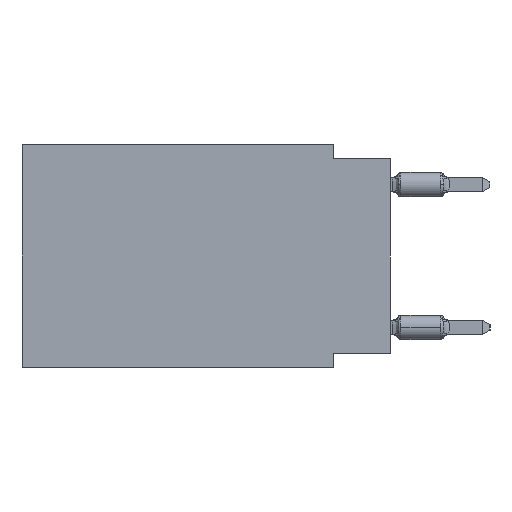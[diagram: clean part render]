
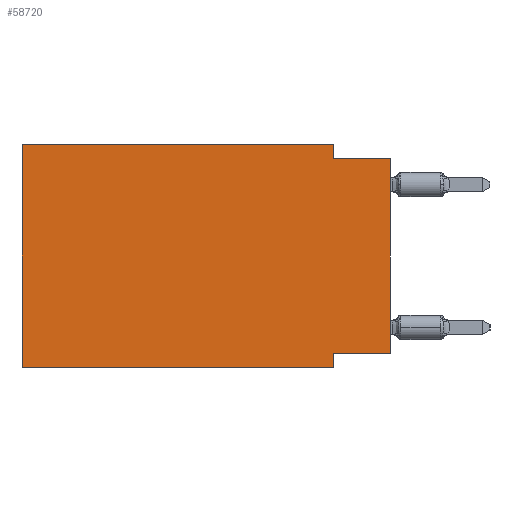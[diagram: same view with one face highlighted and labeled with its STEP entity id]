
A CAD part, left-side view. The second image highlights one B-rep face of the part: STEP entity #58720.
In plain terms, the highlighted planar face has unit normal (-1, 0, 0).
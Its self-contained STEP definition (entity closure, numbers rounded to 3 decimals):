
#637 = ORIENTED_EDGE ( 'NONE', *, *, #50438, .T. ) ;
#3211 = DIRECTION ( 'NONE',  ( 0., 0., 1. ) ) ;
#3649 = ORIENTED_EDGE ( 'NONE', *, *, #22272, .F. ) ;
#3690 = CARTESIAN_POINT ( 'NONE',  ( 0., 16.383, 0. ) ) ;
#4393 = CARTESIAN_POINT ( 'NONE',  ( 0., 0., -9.271 ) ) ;
#5652 = EDGE_CURVE ( 'NONE', #46811, #30839, #8709, .T. ) ;
#6641 = CARTESIAN_POINT ( 'NONE',  ( 0., 16.383, 0. ) ) ;
#6897 = CARTESIAN_POINT ( 'NONE',  ( 0., 0., -0.635 ) ) ;
#8709 = LINE ( 'NONE', #47316, #33060 ) ;
#9195 = CARTESIAN_POINT ( 'NONE',  ( 0., 2.54, -9.271 ) ) ;
#9402 = DIRECTION ( 'NONE',  ( 0., 1., 0. ) ) ;
#10727 = PLANE ( 'NONE',  #25717 ) ;
#11112 = LINE ( 'NONE', #45633, #41766 ) ;
#11235 = DIRECTION ( 'NONE',  ( 0., 0., 1. ) ) ;
#11661 = FACE_OUTER_BOUND ( 'NONE', #48537, .T. ) ;
#12007 = CARTESIAN_POINT ( 'NONE',  ( 0., 16.383, 0. ) ) ;
#13964 = ORIENTED_EDGE ( 'NONE', *, *, #38010, .F. ) ;
#16214 = CARTESIAN_POINT ( 'NONE',  ( 0., 2.54, -0.635 ) ) ;
#17337 = CARTESIAN_POINT ( 'NONE',  ( 0., 2.54, -9.906 ) ) ;
#19606 = VECTOR ( 'NONE', #3211, 1000. ) ;
#20047 = VERTEX_POINT ( 'NONE', #16214 ) ;
#20291 = VECTOR ( 'NONE', #21935, 1000. ) ;
#21625 = LINE ( 'NONE', #6897, #20291 ) ;
#21935 = DIRECTION ( 'NONE',  ( 0., -1., 0. ) ) ;
#22272 = EDGE_CURVE ( 'NONE', #37561, #46811, #23825, .T. ) ;
#22904 = CARTESIAN_POINT ( 'NONE',  ( 0., 2.54, 0. ) ) ;
#23825 = LINE ( 'NONE', #4393, #34225 ) ;
#24432 = ORIENTED_EDGE ( 'NONE', *, *, #5652, .F. ) ;
#24970 = ORIENTED_EDGE ( 'NONE', *, *, #55791, .F. ) ;
#25717 = AXIS2_PLACEMENT_3D ( 'NONE', #6641, #44936, #29874 ) ;
#26157 = DIRECTION ( 'NONE',  ( 0., -1., 0. ) ) ;
#26907 = VERTEX_POINT ( 'NONE', #46691 ) ;
#27025 = ORIENTED_EDGE ( 'NONE', *, *, #29534, .F. ) ;
#29534 = EDGE_CURVE ( 'NONE', #50128, #31838, #60638, .T. ) ;
#29874 = DIRECTION ( 'NONE',  ( 0., 0., -1. ) ) ;
#30839 = VERTEX_POINT ( 'NONE', #17337 ) ;
#31616 = CARTESIAN_POINT ( 'NONE',  ( 0., 0., 0. ) ) ;
#31838 = VERTEX_POINT ( 'NONE', #3690 ) ;
#33060 = VECTOR ( 'NONE', #46997, 1000. ) ;
#34225 = VECTOR ( 'NONE', #9402, 1000. ) ;
#36565 = VECTOR ( 'NONE', #57037, 1000. ) ;
#37561 = VERTEX_POINT ( 'NONE', #60000 ) ;
#37893 = LINE ( 'NONE', #52347, #36565 ) ;
#38010 = EDGE_CURVE ( 'NONE', #20047, #26907, #21625, .T. ) ;
#39636 = EDGE_CURVE ( 'NONE', #37561, #26907, #50141, .T. ) ;
#41766 = VECTOR ( 'NONE', #26157, 1000. ) ;
#44936 = DIRECTION ( 'NONE',  ( 1., 0., 0. ) ) ;
#45633 = CARTESIAN_POINT ( 'NONE',  ( 0., 16.383, 0. ) ) ;
#46691 = CARTESIAN_POINT ( 'NONE',  ( 0., 0., -0.635 ) ) ;
#46811 = VERTEX_POINT ( 'NONE', #9195 ) ;
#46997 = DIRECTION ( 'NONE',  ( 0., 0., -1. ) ) ;
#47316 = CARTESIAN_POINT ( 'NONE',  ( 0., 2.54, -9.906 ) ) ;
#47405 = LINE ( 'NONE', #22904, #56086 ) ;
#48537 = EDGE_LOOP ( 'NONE', ( #61847, #13964, #50521, #24970, #27025, #637, #24432, #3649 ) ) ;
#50128 = VERTEX_POINT ( 'NONE', #58672 ) ;
#50141 = LINE ( 'NONE', #31616, #55517 ) ;
#50438 = EDGE_CURVE ( 'NONE', #50128, #30839, #37893, .T. ) ;
#50521 = ORIENTED_EDGE ( 'NONE', *, *, #58985, .F. ) ;
#51955 = CARTESIAN_POINT ( 'NONE',  ( 0., 2.54, 0. ) ) ;
#52347 = CARTESIAN_POINT ( 'NONE',  ( 0., 16.383, -9.906 ) ) ;
#55510 = VERTEX_POINT ( 'NONE', #51955 ) ;
#55517 = VECTOR ( 'NONE', #11235, 1000. ) ;
#55791 = EDGE_CURVE ( 'NONE', #31838, #55510, #11112, .T. ) ;
#56086 = VECTOR ( 'NONE', #56807, 1000. ) ;
#56807 = DIRECTION ( 'NONE',  ( 0., 0., -1. ) ) ;
#57037 = DIRECTION ( 'NONE',  ( 0., -1., 0. ) ) ;
#58672 = CARTESIAN_POINT ( 'NONE',  ( 0., 16.383, -9.906 ) ) ;
#58720 = ADVANCED_FACE ( 'NONE', ( #11661 ), #10727, .F. ) ;
#58985 = EDGE_CURVE ( 'NONE', #55510, #20047, #47405, .T. ) ;
#60000 = CARTESIAN_POINT ( 'NONE',  ( 0., 0., -9.271 ) ) ;
#60638 = LINE ( 'NONE', #12007, #19606 ) ;
#61847 = ORIENTED_EDGE ( 'NONE', *, *, #39636, .T. ) ;
